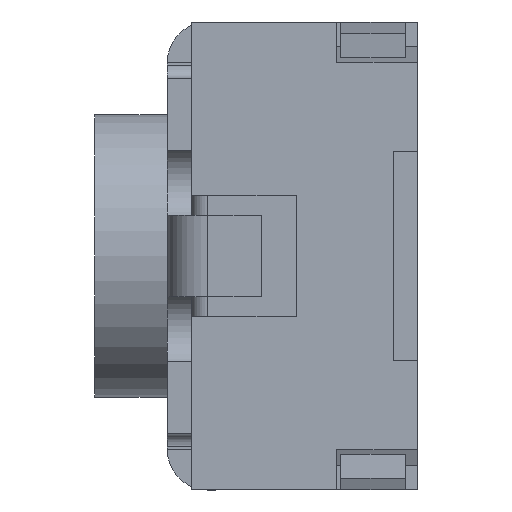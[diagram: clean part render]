
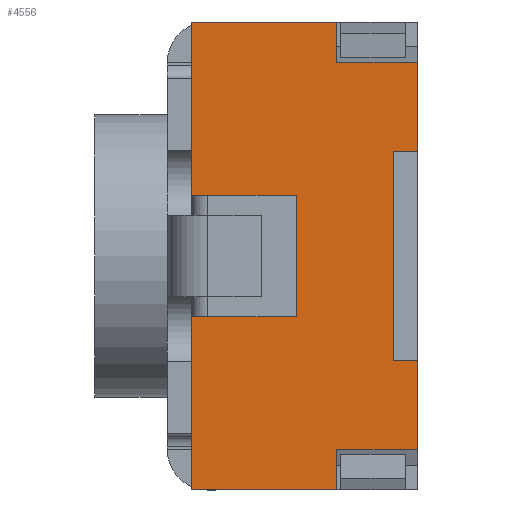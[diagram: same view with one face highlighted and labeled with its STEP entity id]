
A CAD part, left-side view. The second image highlights one B-rep face of the part: STEP entity #4556.
In plain terms, the highlighted planar face has unit normal (-1, 0, 0).
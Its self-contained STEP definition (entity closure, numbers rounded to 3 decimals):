
#7 = VECTOR ( 'NONE', #2892, 1000. ) ;
#57 = EDGE_LOOP ( 'NONE', ( #3558, #3147, #2392, #3925, #1620, #4950, #4174, #1124, #1393, #2005, #796, #4050, #3618, #1070, #310, #2994 ) ) ;
#126 = VERTEX_POINT ( 'NONE', #3440 ) ;
#145 = LINE ( 'NONE', #905, #3257 ) ;
#172 = DIRECTION ( 'NONE',  ( 0., -1., 0. ) ) ;
#230 = CARTESIAN_POINT ( 'NONE',  ( -1.592, 1.143, 0.98 ) ) ;
#278 = CARTESIAN_POINT ( 'NONE',  ( -1.592, 1.143, 0.306 ) ) ;
#287 = VECTOR ( 'NONE', #4074, 1000. ) ;
#310 = ORIENTED_EDGE ( 'NONE', *, *, #1069, .F. ) ;
#319 = CARTESIAN_POINT ( 'NONE',  ( -1.592, 0.612, -0.306 ) ) ;
#368 = VERTEX_POINT ( 'NONE', #319 ) ;
#375 = DIRECTION ( 'NONE',  ( 0., 0., -1. ) ) ;
#389 = CARTESIAN_POINT ( 'NONE',  ( -1.592, 1.143, 0.531 ) ) ;
#391 = VERTEX_POINT ( 'NONE', #3786 ) ;
#486 = VERTEX_POINT ( 'NONE', #1228 ) ;
#524 = AXIS2_PLACEMENT_3D ( 'NONE', #2660, #3819, #375 ) ;
#526 = LINE ( 'NONE', #2086, #2043 ) ;
#528 = VECTOR ( 'NONE', #1703, 1000. ) ;
#566 = EDGE_CURVE ( 'NONE', #2371, #1816, #1584, .T. ) ;
#655 = LINE ( 'NONE', #230, #287 ) ;
#796 = ORIENTED_EDGE ( 'NONE', *, *, #2505, .F. ) ;
#905 = CARTESIAN_POINT ( 'NONE',  ( -1.592, 1.143, -1.184 ) ) ;
#928 = CARTESIAN_POINT ( 'NONE',  ( -1.592, 0., 0.531 ) ) ;
#950 = LINE ( 'NONE', #2473, #3511 ) ;
#962 = CARTESIAN_POINT ( 'NONE',  ( -1.592, 0., 1.184 ) ) ;
#982 = DIRECTION ( 'NONE',  ( 0., 0., 1. ) ) ;
#989 = CARTESIAN_POINT ( 'NONE',  ( -1.592, 1.143, -0.531 ) ) ;
#1000 = DIRECTION ( 'NONE',  ( 0., 0., -1. ) ) ;
#1069 = EDGE_CURVE ( 'NONE', #4742, #391, #3288, .T. ) ;
#1070 = ORIENTED_EDGE ( 'NONE', *, *, #3701, .T. ) ;
#1124 = ORIENTED_EDGE ( 'NONE', *, *, #3927, .F. ) ;
#1167 = VECTOR ( 'NONE', #3357, 1000. ) ;
#1228 = CARTESIAN_POINT ( 'NONE',  ( -1.592, 1.143, 1.184 ) ) ;
#1229 = DIRECTION ( 'NONE',  ( 0., 0., 1. ) ) ;
#1252 = VECTOR ( 'NONE', #3529, 1000. ) ;
#1274 = EDGE_CURVE ( 'NONE', #1637, #1574, #3615, .T. ) ;
#1343 = EDGE_CURVE ( 'NONE', #3547, #2468, #4791, .T. ) ;
#1360 = CARTESIAN_POINT ( 'NONE',  ( -1.592, 1.143, 0.306 ) ) ;
#1366 = CARTESIAN_POINT ( 'NONE',  ( -1.592, 1.143, -0.306 ) ) ;
#1380 = DIRECTION ( 'NONE',  ( 0., 0., 1. ) ) ;
#1393 = ORIENTED_EDGE ( 'NONE', *, *, #3762, .F. ) ;
#1399 = EDGE_CURVE ( 'NONE', #4742, #2923, #4880, .T. ) ;
#1482 = CARTESIAN_POINT ( 'NONE',  ( -1.592, 0.122, -0.531 ) ) ;
#1500 = LINE ( 'NONE', #389, #4687 ) ;
#1555 = CARTESIAN_POINT ( 'NONE',  ( -1.592, 0.122, 1.184 ) ) ;
#1574 = VERTEX_POINT ( 'NONE', #4584 ) ;
#1584 = LINE ( 'NONE', #1555, #4734 ) ;
#1592 = CARTESIAN_POINT ( 'NONE',  ( -1.592, 1.143, -0.306 ) ) ;
#1620 = ORIENTED_EDGE ( 'NONE', *, *, #3280, .T. ) ;
#1632 = CARTESIAN_POINT ( 'NONE',  ( -1.592, 0.408, -0.98 ) ) ;
#1637 = VERTEX_POINT ( 'NONE', #2167 ) ;
#1703 = DIRECTION ( 'NONE',  ( 0., 0., 1. ) ) ;
#1754 = CARTESIAN_POINT ( 'NONE',  ( -1.592, 0.408, -1.061 ) ) ;
#1816 = VERTEX_POINT ( 'NONE', #1482 ) ;
#1836 = VERTEX_POINT ( 'NONE', #278 ) ;
#1927 = DIRECTION ( 'NONE',  ( 0., -1., 0. ) ) ;
#2005 = ORIENTED_EDGE ( 'NONE', *, *, #2115, .T. ) ;
#2042 = EDGE_CURVE ( 'NONE', #126, #1816, #2467, .T. ) ;
#2043 = VECTOR ( 'NONE', #172, 1000. ) ;
#2086 = CARTESIAN_POINT ( 'NONE',  ( -1.592, 1.143, 1.184 ) ) ;
#2115 = EDGE_CURVE ( 'NONE', #1836, #4103, #3273, .T. ) ;
#2159 = CARTESIAN_POINT ( 'NONE',  ( -1.592, 0., 1.184 ) ) ;
#2167 = CARTESIAN_POINT ( 'NONE',  ( -1.592, 0.408, 0.98 ) ) ;
#2178 = VECTOR ( 'NONE', #2542, 1000. ) ;
#2210 = VECTOR ( 'NONE', #1000, 1000. ) ;
#2371 = VERTEX_POINT ( 'NONE', #3533 ) ;
#2392 = ORIENTED_EDGE ( 'NONE', *, *, #566, .F. ) ;
#2425 = VERTEX_POINT ( 'NONE', #2519 ) ;
#2433 = LINE ( 'NONE', #962, #2929 ) ;
#2467 = LINE ( 'NONE', #989, #2178 ) ;
#2468 = VERTEX_POINT ( 'NONE', #1366 ) ;
#2473 = CARTESIAN_POINT ( 'NONE',  ( -1.592, 0.612, 1.184 ) ) ;
#2503 = DIRECTION ( 'NONE',  ( 0., 0., 1. ) ) ;
#2505 = EDGE_CURVE ( 'NONE', #368, #4103, #950, .T. ) ;
#2519 = CARTESIAN_POINT ( 'NONE',  ( -1.592, 0., 0.98 ) ) ;
#2542 = DIRECTION ( 'NONE',  ( 0., 1., 0. ) ) ;
#2660 = CARTESIAN_POINT ( 'NONE',  ( -1.592, 1.143, 1.184 ) ) ;
#2744 = EDGE_CURVE ( 'NONE', #368, #2468, #3902, .T. ) ;
#2870 = CARTESIAN_POINT ( 'NONE',  ( -1.592, 0., -0.98 ) ) ;
#2892 = DIRECTION ( 'NONE',  ( 0., -1., 0. ) ) ;
#2923 = VERTEX_POINT ( 'NONE', #2870 ) ;
#2929 = VECTOR ( 'NONE', #1229, 1000. ) ;
#2969 = EDGE_CURVE ( 'NONE', #2425, #1637, #655, .T. ) ;
#2994 = ORIENTED_EDGE ( 'NONE', *, *, #1399, .T. ) ;
#3147 = ORIENTED_EDGE ( 'NONE', *, *, #2042, .T. ) ;
#3174 = VECTOR ( 'NONE', #2503, 1000. ) ;
#3257 = VECTOR ( 'NONE', #4732, 1000. ) ;
#3273 = LINE ( 'NONE', #1360, #7 ) ;
#3280 = EDGE_CURVE ( 'NONE', #3690, #2425, #2433, .T. ) ;
#3288 = LINE ( 'NONE', #1754, #2210 ) ;
#3357 = DIRECTION ( 'NONE',  ( 0., -1., 0. ) ) ;
#3440 = CARTESIAN_POINT ( 'NONE',  ( -1.592, 0., -0.531 ) ) ;
#3457 = EDGE_CURVE ( 'NONE', #2923, #126, #4816, .T. ) ;
#3502 = EDGE_CURVE ( 'NONE', #2371, #3690, #1500, .T. ) ;
#3511 = VECTOR ( 'NONE', #4427, 1000. ) ;
#3529 = DIRECTION ( 'NONE',  ( 0., 1., 0. ) ) ;
#3533 = CARTESIAN_POINT ( 'NONE',  ( -1.592, 0.122, 0.531 ) ) ;
#3547 = VERTEX_POINT ( 'NONE', #4586 ) ;
#3558 = ORIENTED_EDGE ( 'NONE', *, *, #3457, .T. ) ;
#3615 = LINE ( 'NONE', #4362, #528 ) ;
#3618 = ORIENTED_EDGE ( 'NONE', *, *, #1343, .F. ) ;
#3635 = CARTESIAN_POINT ( 'NONE',  ( -1.592, 1.143, 1.184 ) ) ;
#3637 = CARTESIAN_POINT ( 'NONE',  ( -1.592, 1.143, 1.184 ) ) ;
#3690 = VERTEX_POINT ( 'NONE', #928 ) ;
#3701 = EDGE_CURVE ( 'NONE', #3547, #391, #145, .T. ) ;
#3762 = EDGE_CURVE ( 'NONE', #1836, #486, #4790, .T. ) ;
#3786 = CARTESIAN_POINT ( 'NONE',  ( -1.592, 0.408, -1.184 ) ) ;
#3819 = DIRECTION ( 'NONE',  ( 1., 0., 0. ) ) ;
#3902 = LINE ( 'NONE', #1592, #1252 ) ;
#3925 = ORIENTED_EDGE ( 'NONE', *, *, #3502, .T. ) ;
#3927 = EDGE_CURVE ( 'NONE', #486, #1574, #526, .T. ) ;
#4050 = ORIENTED_EDGE ( 'NONE', *, *, #2744, .T. ) ;
#4074 = DIRECTION ( 'NONE',  ( 0., 1., 0. ) ) ;
#4103 = VERTEX_POINT ( 'NONE', #4758 ) ;
#4118 = FACE_OUTER_BOUND ( 'NONE', #57, .T. ) ;
#4174 = ORIENTED_EDGE ( 'NONE', *, *, #1274, .T. ) ;
#4293 = DIRECTION ( 'NONE',  ( 0., 0., -1. ) ) ;
#4362 = CARTESIAN_POINT ( 'NONE',  ( -1.592, 0.408, 1.061 ) ) ;
#4427 = DIRECTION ( 'NONE',  ( 0., 0., 1. ) ) ;
#4556 = ADVANCED_FACE ( 'NONE', ( #4118 ), #4973, .F. ) ;
#4584 = CARTESIAN_POINT ( 'NONE',  ( -1.592, 0.408, 1.184 ) ) ;
#4586 = CARTESIAN_POINT ( 'NONE',  ( -1.592, 1.143, -1.184 ) ) ;
#4687 = VECTOR ( 'NONE', #1927, 1000. ) ;
#4697 = VECTOR ( 'NONE', #982, 1000. ) ;
#4732 = DIRECTION ( 'NONE',  ( 0., -1., 0. ) ) ;
#4734 = VECTOR ( 'NONE', #4293, 1000. ) ;
#4742 = VERTEX_POINT ( 'NONE', #1632 ) ;
#4758 = CARTESIAN_POINT ( 'NONE',  ( -1.592, 0.612, 0.306 ) ) ;
#4790 = LINE ( 'NONE', #3635, #3174 ) ;
#4791 = LINE ( 'NONE', #3637, #4697 ) ;
#4816 = LINE ( 'NONE', #2159, #4929 ) ;
#4861 = CARTESIAN_POINT ( 'NONE',  ( -1.592, 1.143, -0.98 ) ) ;
#4880 = LINE ( 'NONE', #4861, #1167 ) ;
#4929 = VECTOR ( 'NONE', #1380, 1000. ) ;
#4950 = ORIENTED_EDGE ( 'NONE', *, *, #2969, .T. ) ;
#4973 = PLANE ( 'NONE',  #524 ) ;
